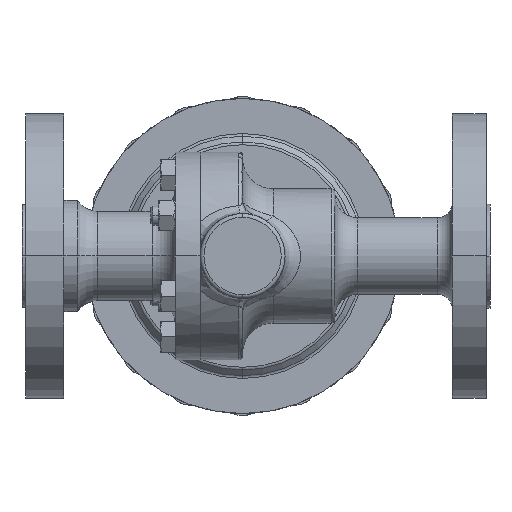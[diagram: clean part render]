
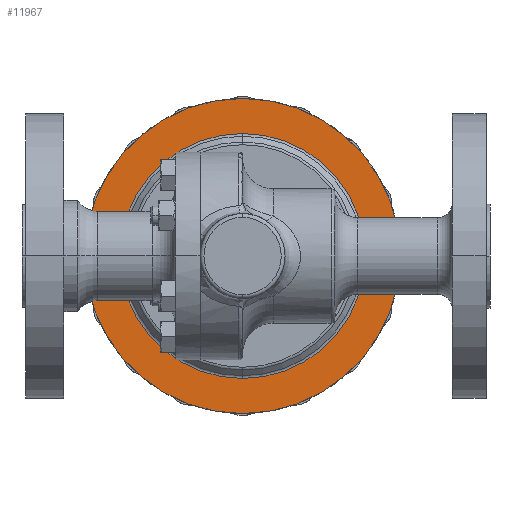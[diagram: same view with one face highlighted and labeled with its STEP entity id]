
A CAD part, front view. The second image highlights one B-rep face of the part: STEP entity #11967.
In plain terms, the highlighted planar face has unit normal (0, -1, 0).
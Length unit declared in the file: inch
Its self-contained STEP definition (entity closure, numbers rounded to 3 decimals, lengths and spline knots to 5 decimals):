
#168 = AXIS2_PLACEMENT_3D ( 'NONE', #14649, #8519, #19869 ) ;
#266 = VERTEX_POINT ( 'NONE', #9389 ) ;
#617 = AXIS2_PLACEMENT_3D ( 'NONE', #14968, #21102, #18134 ) ;
#1051 = DIRECTION ( 'NONE',  ( 0., -1., 0. ) ) ;
#2496 = EDGE_CURVE ( 'NONE', #6521, #18127, #17309, .T. ) ;
#4077 = EDGE_LOOP ( 'NONE', ( #4311, #9355 ) ) ;
#4311 = ORIENTED_EDGE ( 'NONE', *, *, #5881, .F. ) ;
#4519 = VERTEX_POINT ( 'NONE', #18379 ) ;
#4603 = DIRECTION ( 'NONE',  ( 0., 0., -1. ) ) ;
#5047 = AXIS2_PLACEMENT_3D ( 'NONE', #9561, #11396, #11250 ) ;
#5302 = CIRCLE ( 'NONE', #5047, 2.56 ) ;
#5480 = EDGE_LOOP ( 'NONE', ( #5708, #11051 ) ) ;
#5708 = ORIENTED_EDGE ( 'NONE', *, *, #2496, .F. ) ;
#5766 = CIRCLE ( 'NONE', #6244, 1.99068 ) ;
#5881 = EDGE_CURVE ( 'NONE', #4519, #266, #15897, .T. ) ;
#6244 = AXIS2_PLACEMENT_3D ( 'NONE', #18577, #20744, #13723 ) ;
#6521 = VERTEX_POINT ( 'NONE', #8795 ) ;
#8519 = DIRECTION ( 'NONE',  ( 0., -1., 0. ) ) ;
#8795 = CARTESIAN_POINT ( 'NONE',  ( 0., 2.17, 2.56 ) ) ;
#9355 = ORIENTED_EDGE ( 'NONE', *, *, #21248, .F. ) ;
#9389 = CARTESIAN_POINT ( 'NONE',  ( 0., 2.17, 1.99068 ) ) ;
#9561 = CARTESIAN_POINT ( 'NONE',  ( 0., 2.17, 0. ) ) ;
#10659 = AXIS2_PLACEMENT_3D ( 'NONE', #10794, #1051, #4603 ) ;
#10675 = FACE_OUTER_BOUND ( 'NONE', #5480, .T. ) ;
#10794 = CARTESIAN_POINT ( 'NONE',  ( 0., 2.17, 0. ) ) ;
#11051 = ORIENTED_EDGE ( 'NONE', *, *, #15319, .F. ) ;
#11250 = DIRECTION ( 'NONE',  ( 0., 0., -1. ) ) ;
#11396 = DIRECTION ( 'NONE',  ( 0., 1., 0. ) ) ;
#11967 = ADVANCED_FACE ( 'NONE', ( #10675, #17178 ), #12967, .T. ) ;
#12967 = PLANE ( 'NONE',  #168 ) ;
#13723 = DIRECTION ( 'NONE',  ( 0., 0., -1. ) ) ;
#14649 = CARTESIAN_POINT ( 'NONE',  ( 1.99068, 2.17, 0. ) ) ;
#14968 = CARTESIAN_POINT ( 'NONE',  ( 0., 2.17, 0. ) ) ;
#15319 = EDGE_CURVE ( 'NONE', #18127, #6521, #5302, .T. ) ;
#15897 = CIRCLE ( 'NONE', #10659, 1.99068 ) ;
#17178 = FACE_BOUND ( 'NONE', #4077, .T. ) ;
#17309 = CIRCLE ( 'NONE', #617, 2.56 ) ;
#18127 = VERTEX_POINT ( 'NONE', #21599 ) ;
#18134 = DIRECTION ( 'NONE',  ( 0., 0., -1. ) ) ;
#18379 = CARTESIAN_POINT ( 'NONE',  ( 0., 2.17, -1.99068 ) ) ;
#18577 = CARTESIAN_POINT ( 'NONE',  ( 0., 2.17, 0. ) ) ;
#19869 = DIRECTION ( 'NONE',  ( 0., 0., -1. ) ) ;
#20744 = DIRECTION ( 'NONE',  ( 0., -1., 0. ) ) ;
#21102 = DIRECTION ( 'NONE',  ( 0., 1., 0. ) ) ;
#21248 = EDGE_CURVE ( 'NONE', #266, #4519, #5766, .T. ) ;
#21599 = CARTESIAN_POINT ( 'NONE',  ( 0., 2.17, -2.56 ) ) ;
